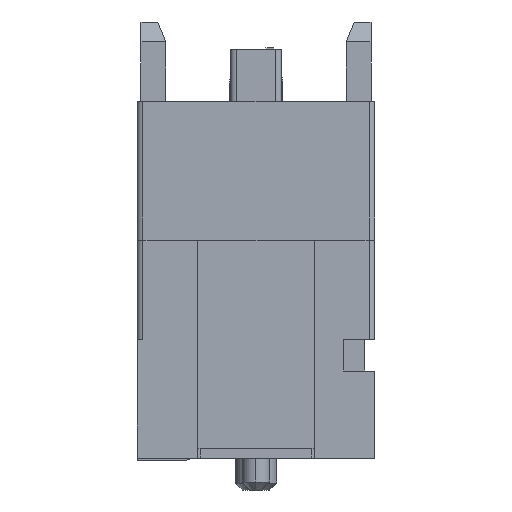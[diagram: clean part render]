
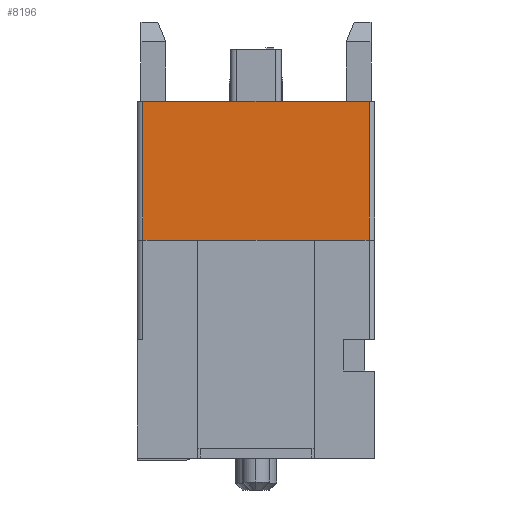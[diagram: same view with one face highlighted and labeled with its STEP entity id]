
A CAD part, left-side view. The second image highlights one B-rep face of the part: STEP entity #8196.
In plain terms, the highlighted planar face has unit normal (-1, 0, 0).
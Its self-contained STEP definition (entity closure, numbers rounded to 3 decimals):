
#6721=CARTESIAN_POINT('',(1.25,0.15,-2.));
#6722=VERTEX_POINT('',#6721);
#6829=CARTESIAN_POINT('',(1.25,5.85,-2.));
#6830=VERTEX_POINT('',#6829);
#6838=CARTESIAN_POINT('',(1.25,5.85,-2.));
#6839=DIRECTION('',(0.,-1.,0.));
#6840=VECTOR('',#6839,5.7);
#6841=LINE('',#6838,#6840);
#6842=EDGE_CURVE('',#6830,#6722,#6841,.T.);
#8012=CARTESIAN_POINT('',(1.25,0.15,-5.5));
#8013=VERTEX_POINT('',#8012);
#8014=CARTESIAN_POINT('',(1.25,0.15,-2.));
#8015=DIRECTION('',(0.,0.,-1.));
#8016=VECTOR('',#8015,3.5);
#8017=LINE('',#8014,#8016);
#8018=EDGE_CURVE('',#6722,#8013,#8017,.T.);
#8161=CARTESIAN_POINT('',(1.25,5.85,-5.5));
#8162=VERTEX_POINT('',#8161);
#8170=CARTESIAN_POINT('',(1.25,5.85,-5.5));
#8171=DIRECTION('',(0.,0.,1.));
#8172=VECTOR('',#8171,3.5);
#8173=LINE('',#8170,#8172);
#8174=EDGE_CURVE('',#8162,#6830,#8173,.T.);
#8180=CARTESIAN_POINT('',(1.25,3.,-3.75));
#8181=DIRECTION('',(0.,0.,1.));
#8182=DIRECTION('',(-1.,0.,0.));
#8183=AXIS2_PLACEMENT_3D('',#8180,#8182,#8181);
#8184=PLANE('',#8183);
#8185=ORIENTED_EDGE('',*,*,#8018,.F.);
#8186=ORIENTED_EDGE('',*,*,#6842,.F.);
#8187=ORIENTED_EDGE('',*,*,#8174,.F.);
#8188=CARTESIAN_POINT('',(1.25,5.85,-5.5));
#8189=DIRECTION('',(0.,-1.,0.));
#8190=VECTOR('',#8189,5.7);
#8191=LINE('',#8188,#8190);
#8192=EDGE_CURVE('',#8162,#8013,#8191,.T.);
#8193=ORIENTED_EDGE('',*,*,#8192,.T.);
#8194=EDGE_LOOP('',(#8185,#8186,#8187,#8193));
#8195=FACE_OUTER_BOUND('',#8194,.T.);
#8196=ADVANCED_FACE('',(#8195),#8184,.T.);
